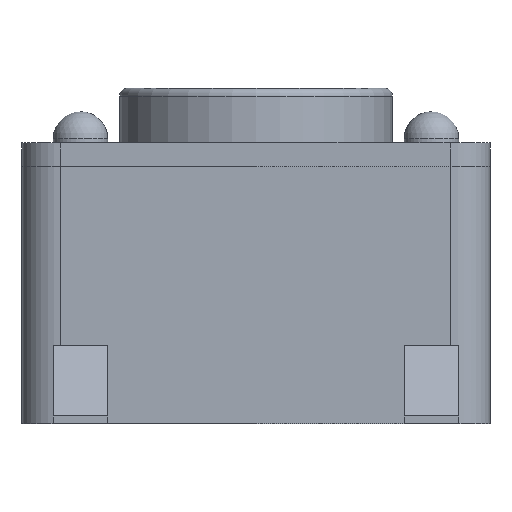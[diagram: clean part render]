
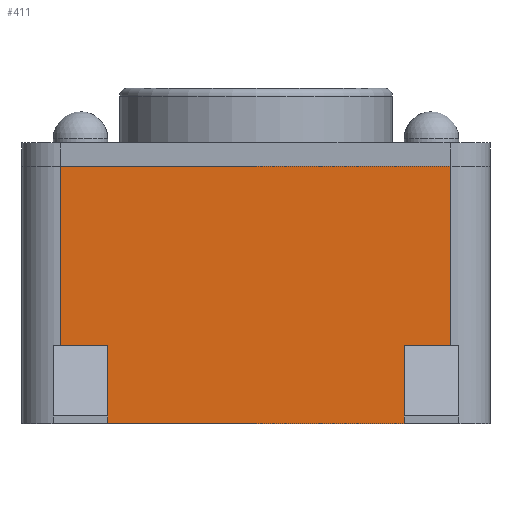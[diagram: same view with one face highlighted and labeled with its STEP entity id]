
A CAD part, left-side view. The second image highlights one B-rep face of the part: STEP entity #411.
In plain terms, the highlighted planar face has unit normal (-1, 0, 0).
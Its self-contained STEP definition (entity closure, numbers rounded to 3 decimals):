
#152 = VERTEX_POINT('',#153);
#153 = CARTESIAN_POINT('',(-3.,2.5,0.));
#178 = VERTEX_POINT('',#179);
#179 = CARTESIAN_POINT('',(-3.,-2.5,0.));
#186 = EDGE_CURVE('',#178,#152,#187,.T.);
#187 = LINE('',#188,#189);
#188 = CARTESIAN_POINT('',(-3.,-3.,0.));
#189 = VECTOR('',#190,1.);
#190 = DIRECTION('',(0.,1.,0.));
#367 = VERTEX_POINT('',#368);
#368 = CARTESIAN_POINT('',(-3.,-2.5,3.3));
#375 = EDGE_CURVE('',#367,#376,#378,.T.);
#376 = VERTEX_POINT('',#377);
#377 = CARTESIAN_POINT('',(-3.,2.5,3.3));
#378 = LINE('',#379,#380);
#379 = CARTESIAN_POINT('',(-3.,-3.,3.3));
#380 = VECTOR('',#381,1.);
#381 = DIRECTION('',(0.,1.,0.));
#399 = EDGE_CURVE('',#152,#376,#400,.T.);
#400 = LINE('',#401,#402);
#401 = CARTESIAN_POINT('',(-3.,2.5,0.));
#402 = VECTOR('',#403,1.);
#403 = DIRECTION('',(0.,0.,1.));
#411 = ADVANCED_FACE('',(#412),#423,.T.);
#412 = FACE_BOUND('',#413,.T.);
#413 = EDGE_LOOP('',(#414,#415,#421,#422));
#414 = ORIENTED_EDGE('',*,*,#186,.F.);
#415 = ORIENTED_EDGE('',*,*,#416,.T.);
#416 = EDGE_CURVE('',#178,#367,#417,.T.);
#417 = LINE('',#418,#419);
#418 = CARTESIAN_POINT('',(-3.,-2.5,0.));
#419 = VECTOR('',#420,1.);
#420 = DIRECTION('',(0.,0.,1.));
#421 = ORIENTED_EDGE('',*,*,#375,.T.);
#422 = ORIENTED_EDGE('',*,*,#399,.F.);
#423 = PLANE('',#424);
#424 = AXIS2_PLACEMENT_3D('',#425,#426,#427);
#425 = CARTESIAN_POINT('',(-3.,-3.,0.));
#426 = DIRECTION('',(-1.,0.,0.));
#427 = DIRECTION('',(0.,1.,0.));
